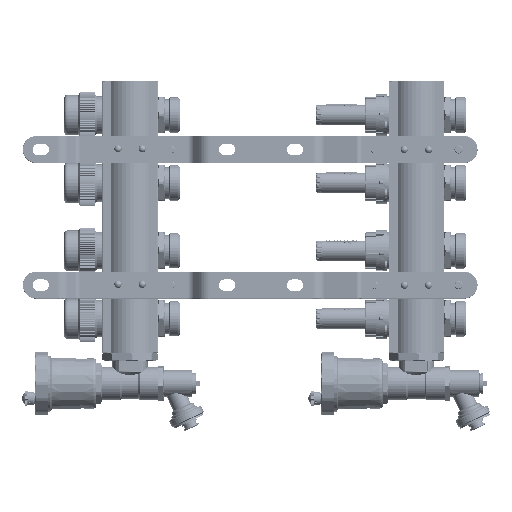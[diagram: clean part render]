
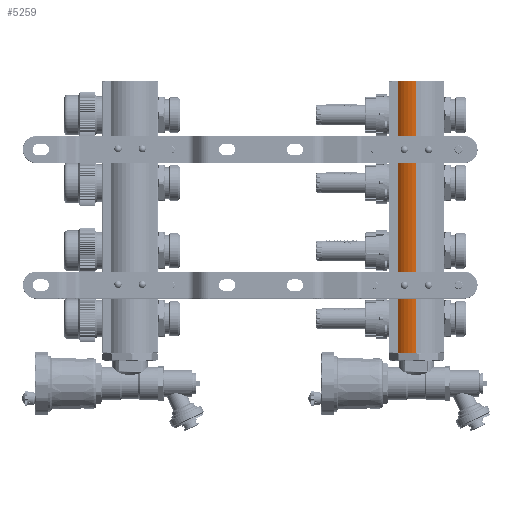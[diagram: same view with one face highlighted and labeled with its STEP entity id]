
A CAD part, left-side view. The second image highlights one B-rep face of the part: STEP entity #5259.
In plain terms, the highlighted cylindrical face has radius 18.2 mm (diameter 36.4 mm), a partial arc.
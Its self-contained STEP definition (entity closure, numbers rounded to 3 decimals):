
#50 = CIRCLE ( 'NONE', #28047, 18.2 ) ;
#1365 = LINE ( 'NONE', #43458, #69392 ) ;
#4071 = AXIS2_PLACEMENT_3D ( 'NONE', #89424, #12797, #43005 ) ;
#5259 = ADVANCED_FACE ( 'NONE', ( #28751 ), #63895, .T. ) ;
#7119 = ORIENTED_EDGE ( 'NONE', *, *, #50812, .F. ) ;
#11798 = CARTESIAN_POINT ( 'NONE',  ( 0., 0., 0. ) ) ;
#12797 = DIRECTION ( 'NONE',  ( 0., 0., -1. ) ) ;
#15094 = VERTEX_POINT ( 'NONE', #68635 ) ;
#19265 = CARTESIAN_POINT ( 'NONE',  ( -18.2, 0., 200. ) ) ;
#20300 = DIRECTION ( 'NONE',  ( 0., 0., 1. ) ) ;
#25541 = AXIS2_PLACEMENT_3D ( 'NONE', #11798, #20300, #73179 ) ;
#26021 = CARTESIAN_POINT ( 'NONE',  ( -12., 13.684, 0. ) ) ;
#27287 = ORIENTED_EDGE ( 'NONE', *, *, #51557, .F. ) ;
#27518 = DIRECTION ( 'NONE',  ( 0., 0., -1. ) ) ;
#28047 = AXIS2_PLACEMENT_3D ( 'NONE', #29236, #43519, #44540 ) ;
#28751 = FACE_OUTER_BOUND ( 'NONE', #61859, .T. ) ;
#29236 = CARTESIAN_POINT ( 'NONE',  ( 0., 0., 200. ) ) ;
#31868 = VERTEX_POINT ( 'NONE', #26021 ) ;
#36363 = VERTEX_POINT ( 'NONE', #19265 ) ;
#40035 = VECTOR ( 'NONE', #90712, 1000. ) ;
#42686 = ORIENTED_EDGE ( 'NONE', *, *, #88153, .T. ) ;
#43005 = DIRECTION ( 'NONE',  ( -1., 0., 0. ) ) ;
#43458 = CARTESIAN_POINT ( 'NONE',  ( -12., 13.684, 200. ) ) ;
#43519 = DIRECTION ( 'NONE',  ( 0., 0., 1. ) ) ;
#44540 = DIRECTION ( 'NONE',  ( 1., 0., 0. ) ) ;
#45185 = CARTESIAN_POINT ( 'NONE',  ( -12., 13.684, 200. ) ) ;
#50812 = EDGE_CURVE ( 'NONE', #50921, #36363, #50, .T. ) ;
#50921 = VERTEX_POINT ( 'NONE', #45185 ) ;
#51557 = EDGE_CURVE ( 'NONE', #36363, #15094, #97010, .T. ) ;
#61859 = EDGE_LOOP ( 'NONE', ( #27287, #7119, #42686, #78690 ) ) ;
#63895 = CYLINDRICAL_SURFACE ( 'NONE', #4071, 18.2 ) ;
#68635 = CARTESIAN_POINT ( 'NONE',  ( -18.2, 0., 0. ) ) ;
#68648 = CARTESIAN_POINT ( 'NONE',  ( -18.2, 0., 200. ) ) ;
#69392 = VECTOR ( 'NONE', #27518, 1000. ) ;
#73179 = DIRECTION ( 'NONE',  ( 1., 0., 0. ) ) ;
#78690 = ORIENTED_EDGE ( 'NONE', *, *, #78746, .T. ) ;
#78746 = EDGE_CURVE ( 'NONE', #31868, #15094, #87475, .T. ) ;
#87475 = CIRCLE ( 'NONE', #25541, 18.2 ) ;
#88153 = EDGE_CURVE ( 'NONE', #50921, #31868, #1365, .T. ) ;
#89424 = CARTESIAN_POINT ( 'NONE',  ( 0., 0., 200. ) ) ;
#90712 = DIRECTION ( 'NONE',  ( 0., 0., -1. ) ) ;
#97010 = LINE ( 'NONE', #68648, #40035 ) ;
